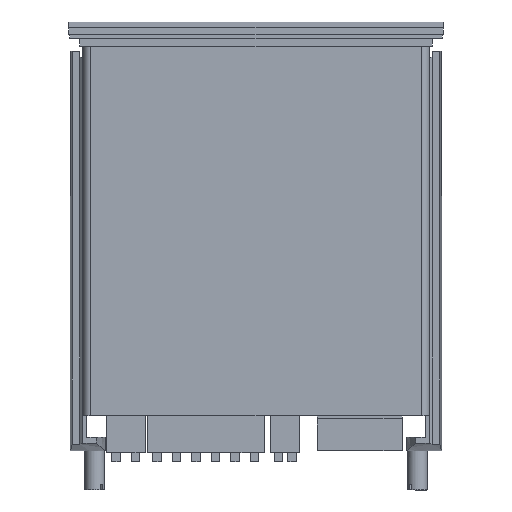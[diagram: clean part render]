
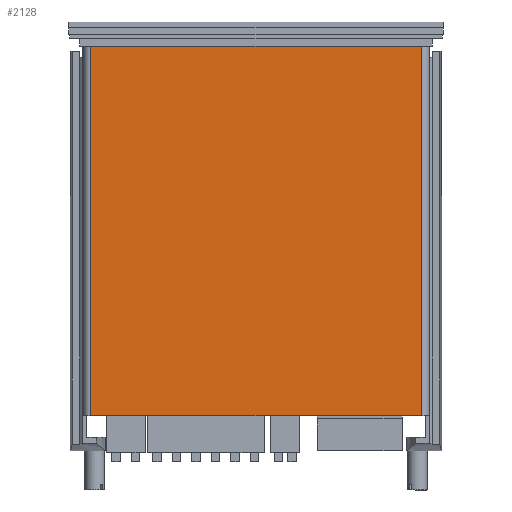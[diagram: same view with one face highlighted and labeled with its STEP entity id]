
A CAD part, front view. The second image highlights one B-rep face of the part: STEP entity #2128.
In plain terms, the highlighted planar face has unit normal (0, -1, 0).
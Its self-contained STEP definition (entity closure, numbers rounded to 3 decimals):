
#2108=AXIS2_PLACEMENT_3D('Plane Axis2P3D',#2105,#2106,#2107) ;
#1556=CARTESIAN_POINT('Vertex',(5.6,3.1,113.8)) ;
#1559=CARTESIAN_POINT('Line Origine',(48.,3.1,113.8)) ;
#1563=CARTESIAN_POINT('Vertex',(90.4,3.1,113.8)) ;
#2081=CARTESIAN_POINT('Vertex',(5.6,3.1,19.)) ;
#2086=CARTESIAN_POINT('Line Origine',(5.6,3.1,67.01)) ;
#2105=CARTESIAN_POINT('Axis2P3D Location',(90.4,3.1,19.)) ;
#2110=CARTESIAN_POINT('Line Origine',(48.,3.1,19.)) ;
#2114=CARTESIAN_POINT('Vertex',(90.4,3.1,19.)) ;
#2117=CARTESIAN_POINT('Line Origine',(90.4,3.1,66.4)) ;
#1560=DIRECTION('Vector Direction',(-1.,0.,0.)) ;
#2087=DIRECTION('Vector Direction',(0.,0.,-1.)) ;
#2106=DIRECTION('Axis2P3D Direction',(0.,1.,-0.)) ;
#2107=DIRECTION('Axis2P3D XDirection',(-1.,0.,0.)) ;
#2111=DIRECTION('Vector Direction',(-1.,0.,0.)) ;
#2118=DIRECTION('Vector Direction',(0.,0.,1.)) ;
#1561=VECTOR('Line Direction',#1560,1.) ;
#2088=VECTOR('Line Direction',#2087,1.) ;
#2112=VECTOR('Line Direction',#2111,1.) ;
#2119=VECTOR('Line Direction',#2118,1.) ;
#2123=ORIENTED_EDGE('',*,*,#1565,.T.) ;
#2124=ORIENTED_EDGE('',*,*,#2090,.F.) ;
#2125=ORIENTED_EDGE('',*,*,#2116,.F.) ;
#2126=ORIENTED_EDGE('',*,*,#2121,.T.) ;
#2128=ADVANCED_FACE('ACT20D',(#2127),#2109,.F.) ;
#1565=EDGE_CURVE('',#1564,#1557,#1562,.T.) ;
#2090=EDGE_CURVE('',#2082,#1557,#2089,.F.) ;
#2116=EDGE_CURVE('',#2115,#2082,#2113,.T.) ;
#2121=EDGE_CURVE('',#2115,#1564,#2120,.T.) ;
#2122=EDGE_LOOP('',(#2123,#2124,#2125,#2126)) ;
#2127=FACE_OUTER_BOUND('',#2122,.T.) ;
#1562=LINE('Line',#1559,#1561) ;
#2089=LINE('Line',#2086,#2088) ;
#2113=LINE('Line',#2110,#2112) ;
#2120=LINE('Line',#2117,#2119) ;
#2109=PLANE('',#2108) ;
#1557=VERTEX_POINT('',#1556) ;
#1564=VERTEX_POINT('',#1563) ;
#2082=VERTEX_POINT('',#2081) ;
#2115=VERTEX_POINT('',#2114) ;
